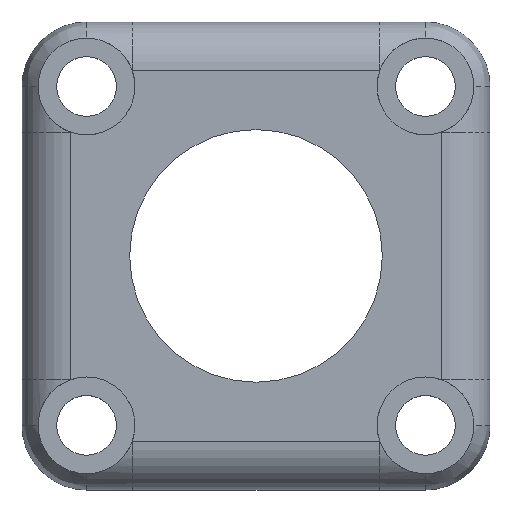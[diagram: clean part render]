
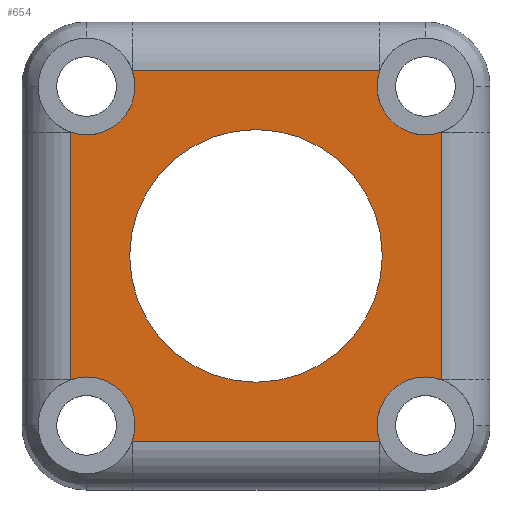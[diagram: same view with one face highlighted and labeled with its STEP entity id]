
A CAD part, top view. The second image highlights one B-rep face of the part: STEP entity #654.
In plain terms, the highlighted planar face has unit normal (0, 0, 1).
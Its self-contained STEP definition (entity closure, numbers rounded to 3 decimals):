
#60=FACE_BOUND('',#230,.T.);
#85=LINE('',#1043,#121);
#86=LINE('',#1075,#122);
#87=LINE('',#1117,#123);
#88=LINE('',#1159,#124);
#121=VECTOR('',#833,10.);
#122=VECTOR('',#848,10.);
#123=VECTOR('',#865,10.);
#124=VECTOR('',#882,10.);
#142=PLANE('',#752);
#181=FACE_OUTER_BOUND('',#229,.T.);
#229=EDGE_LOOP('',(#604,#605,#606,#607,#608,#609,#610,#611,#612,#613));
#230=EDGE_LOOP('',(#614));
#233=CIRCLE('',#672,7.826);
#267=CIRCLE('',#728,3.);
#269=CIRCLE('',#731,3.);
#271=CIRCLE('',#735,3.);
#273=CIRCLE('',#737,3.);
#275=CIRCLE('',#741,3.);
#277=CIRCLE('',#743,3.);
#281=VERTEX_POINT('',#963);
#310=VERTEX_POINT('',#1040);
#311=VERTEX_POINT('',#1042);
#314=VERTEX_POINT('',#1072);
#315=VERTEX_POINT('',#1074);
#318=VERTEX_POINT('',#1114);
#319=VERTEX_POINT('',#1116);
#322=VERTEX_POINT('',#1156);
#323=VERTEX_POINT('',#1158);
#329=VERTEX_POINT('',#1221);
#332=VERTEX_POINT('',#1231);
#338=EDGE_CURVE('',#281,#281,#233,.T.);
#376=EDGE_CURVE('',#310,#311,#85,.T.);
#383=EDGE_CURVE('',#314,#315,#86,.T.);
#391=EDGE_CURVE('',#318,#319,#87,.T.);
#399=EDGE_CURVE('',#322,#323,#88,.T.);
#409=EDGE_CURVE('',#314,#311,#267,.T.);
#412=EDGE_CURVE('',#310,#323,#269,.T.);
#414=EDGE_CURVE('',#329,#315,#271,.T.);
#417=EDGE_CURVE('',#318,#329,#273,.T.);
#419=EDGE_CURVE('',#332,#319,#275,.T.);
#422=EDGE_CURVE('',#322,#332,#277,.T.);
#604=ORIENTED_EDGE('',*,*,#383,.F.);
#605=ORIENTED_EDGE('',*,*,#409,.T.);
#606=ORIENTED_EDGE('',*,*,#376,.F.);
#607=ORIENTED_EDGE('',*,*,#412,.T.);
#608=ORIENTED_EDGE('',*,*,#399,.F.);
#609=ORIENTED_EDGE('',*,*,#422,.T.);
#610=ORIENTED_EDGE('',*,*,#419,.T.);
#611=ORIENTED_EDGE('',*,*,#391,.F.);
#612=ORIENTED_EDGE('',*,*,#417,.T.);
#613=ORIENTED_EDGE('',*,*,#414,.T.);
#614=ORIENTED_EDGE('',*,*,#338,.F.);
#654=ADVANCED_FACE('',(#181,#60),#142,.T.);
#672=AXIS2_PLACEMENT_3D('',#965,#761,#762);
#728=AXIS2_PLACEMENT_3D('',#1211,#902,#903);
#731=AXIS2_PLACEMENT_3D('',#1216,#909,#910);
#735=AXIS2_PLACEMENT_3D('',#1222,#917,#918);
#737=AXIS2_PLACEMENT_3D('',#1226,#922,#923);
#741=AXIS2_PLACEMENT_3D('',#1232,#930,#931);
#743=AXIS2_PLACEMENT_3D('',#1236,#935,#936);
#752=AXIS2_PLACEMENT_3D('',#1251,#957,#958);
#761=DIRECTION('center_axis',(0.,0.,1.));
#762=DIRECTION('ref_axis',(0.,-1.,0.));
#833=DIRECTION('',(0.,-1.,0.));
#848=DIRECTION('',(-1.,0.,0.));
#865=DIRECTION('',(0.,1.,0.));
#882=DIRECTION('',(1.,0.,0.));
#902=DIRECTION('center_axis',(0.,0.,-1.));
#903=DIRECTION('ref_axis',(-1.,0.,0.));
#909=DIRECTION('center_axis',(0.,0.,-1.));
#910=DIRECTION('ref_axis',(-1.,0.,0.));
#917=DIRECTION('center_axis',(0.,0.,-1.));
#918=DIRECTION('ref_axis',(-1.,0.,0.));
#922=DIRECTION('center_axis',(0.,0.,-1.));
#923=DIRECTION('ref_axis',(-1.,0.,0.));
#930=DIRECTION('center_axis',(0.,0.,-1.));
#931=DIRECTION('ref_axis',(-1.,0.,0.));
#935=DIRECTION('center_axis',(0.,0.,-1.));
#936=DIRECTION('ref_axis',(-1.,0.,0.));
#957=DIRECTION('center_axis',(0.,0.,1.));
#958=DIRECTION('ref_axis',(1.,0.,0.));
#963=CARTESIAN_POINT('',(-7.826,10.,7.));
#965=CARTESIAN_POINT('Origin',(0.,10.,7.));
#1040=CARTESIAN_POINT('',(11.5,17.672,7.));
#1042=CARTESIAN_POINT('',(11.5,2.328,7.));
#1043=CARTESIAN_POINT('',(11.5,4.75,7.));
#1072=CARTESIAN_POINT('',(7.672,-1.5,7.));
#1074=CARTESIAN_POINT('',(-7.672,-1.5,7.));
#1075=CARTESIAN_POINT('',(-5.25,-1.5,7.));
#1114=CARTESIAN_POINT('',(-11.5,2.328,7.));
#1116=CARTESIAN_POINT('',(-11.5,17.672,7.));
#1117=CARTESIAN_POINT('',(-11.5,15.25,7.));
#1156=CARTESIAN_POINT('',(-7.672,21.5,7.));
#1158=CARTESIAN_POINT('',(7.672,21.5,7.));
#1159=CARTESIAN_POINT('',(5.25,21.5,7.));
#1211=CARTESIAN_POINT('Origin',(10.5,-0.5,7.));
#1216=CARTESIAN_POINT('Origin',(10.5,20.5,7.));
#1221=CARTESIAN_POINT('',(-7.5,-0.5,7.));
#1222=CARTESIAN_POINT('Origin',(-10.5,-0.5,7.));
#1226=CARTESIAN_POINT('Origin',(-10.5,-0.5,7.));
#1231=CARTESIAN_POINT('',(-7.5,20.5,7.));
#1232=CARTESIAN_POINT('Origin',(-10.5,20.5,7.));
#1236=CARTESIAN_POINT('Origin',(-10.5,20.5,7.));
#1251=CARTESIAN_POINT('Origin',(0.,10.,
7.));
